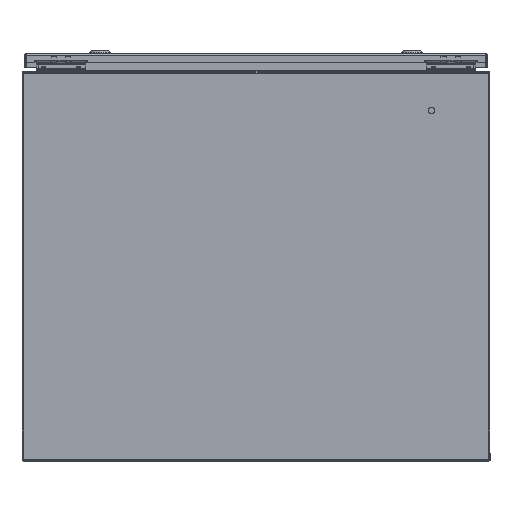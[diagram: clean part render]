
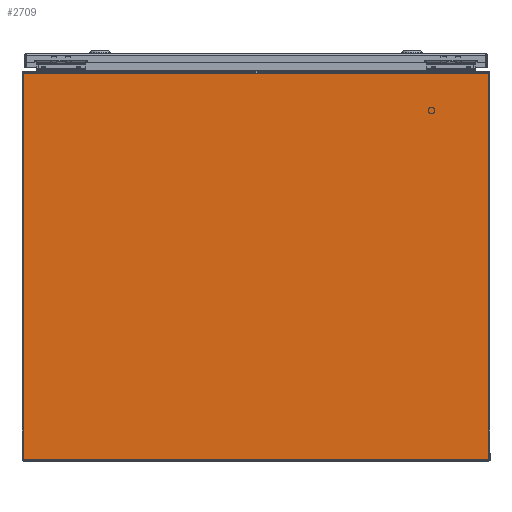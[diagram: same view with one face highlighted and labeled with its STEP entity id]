
A CAD part, left-side view. The second image highlights one B-rep face of the part: STEP entity #2709.
In plain terms, the highlighted face is planar.
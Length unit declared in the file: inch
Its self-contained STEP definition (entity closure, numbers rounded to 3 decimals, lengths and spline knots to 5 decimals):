
#1742=CARTESIAN_POINT('',(23.852,0.,19.89475));
#1743=VERTEX_POINT('',#1742);
#2017=CARTESIAN_POINT('',(0.,0.,19.89475));
#2018=VERTEX_POINT('',#2017);
#2026=CARTESIAN_POINT('',(23.852,0.,19.89475));
#2027=DIRECTION('',(-1.0,0.0,0.0));
#2028=VECTOR('',#2027,23.852);
#2029=LINE('',#2026,#2028);
#2030=EDGE_CURVE('',#1743,#2018,#2029,.T.);
#2349=CARTESIAN_POINT('',(0.,0.,0.10525));
#2350=VERTEX_POINT('',#2349);
#2357=CARTESIAN_POINT('',(0.,0.,0.10525));
#2358=DIRECTION('',(0.0,0.0,1.0));
#2359=VECTOR('',#2358,19.7895);
#2360=LINE('',#2357,#2359);
#2361=EDGE_CURVE('',#2350,#2018,#2360,.T.);
#2396=CARTESIAN_POINT('',(23.852,0.,0.10525));
#2397=VERTEX_POINT('',#2396);
#2398=CARTESIAN_POINT('',(23.852,0.,19.89475));
#2399=DIRECTION('',(0.0,0.0,-1.0));
#2400=VECTOR('',#2399,19.7895);
#2401=LINE('',#2398,#2400);
#2402=EDGE_CURVE('',#1743,#2397,#2401,.T.);
#2615=CARTESIAN_POINT('',(0.0,0.,0.10525));
#2616=DIRECTION('',(1.0,0.0,0.0));
#2617=VECTOR('',#2616,23.852);
#2618=LINE('',#2615,#2617);
#2619=EDGE_CURVE('',#2350,#2397,#2618,.T.);
#2698=CARTESIAN_POINT('',(11.926,0.,-11.88973));
#2699=DIRECTION('',(0.0,1.0,0.0));
#2700=DIRECTION('',(1.0,0.0,0.0));
#2701=AXIS2_PLACEMENT_3D('',#2698,#2699,#2700);
#2702=PLANE('',#2701);
#2703=ORIENTED_EDGE('',*,*,#2030,.T.);
#2704=ORIENTED_EDGE('',*,*,#2361,.F.);
#2705=ORIENTED_EDGE('',*,*,#2619,.T.);
#2706=ORIENTED_EDGE('',*,*,#2402,.F.);
#2707=EDGE_LOOP('',(#2703,#2704,#2705,#2706));
#2708=FACE_OUTER_BOUND('',#2707,.T.);
#2709=ADVANCED_FACE('',(#2708),#2702,.F.);
